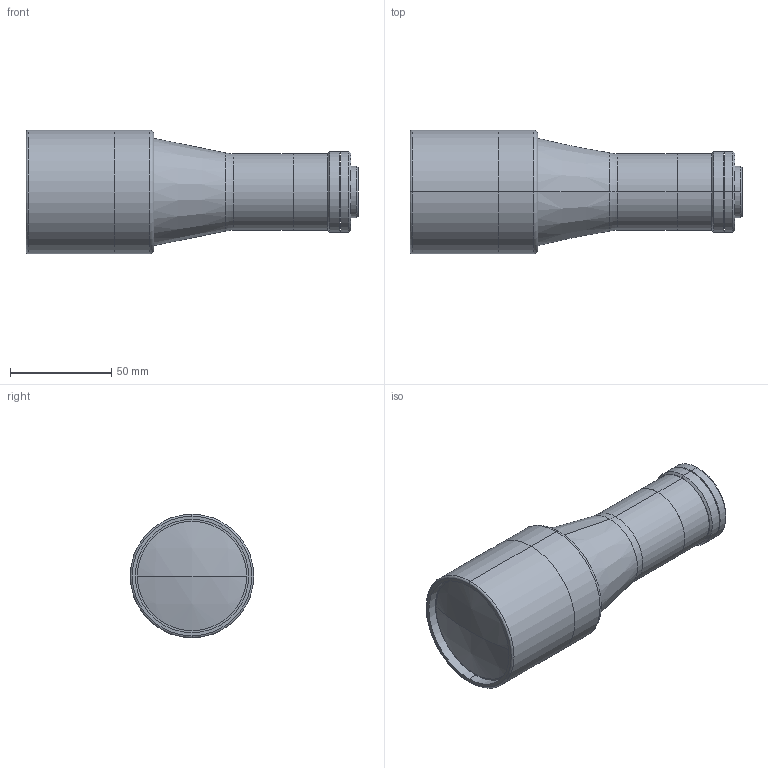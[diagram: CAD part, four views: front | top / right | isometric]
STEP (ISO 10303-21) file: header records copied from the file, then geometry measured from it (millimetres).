
FILE_DESCRIPTION (( 'STEP AP214' ), '1' );
FILE_NAME ('TC UV 2336.STEP', '2013-04-04T16:43:55', ( 'Work' ), ( '' ), 'SwSTEP 2.0', 'SolidWorks 2012', '' );
FILE_SCHEMA (( 'AUTOMOTIVE_DESIGN' ));
Length unit declared in the file: millimetre
Products named in the file (1): TC UV 2336
Bounding box: 163.94 x 61 x 61 mm (x, y, z)
Surface area: 38739.3 mm2 (no closed solid volume)
Topology: 0 solids, 8 shells, 55 faces, 148 edges, 107 vertices
Faces by surface type: cylinder 24, plane 13, cone 10, torus 6, sphere 2
Entity records: 2443 total; most frequent: DIRECTION 374, CARTESIAN_POINT 311, ORIENTED_EDGE 242, AXIS2_PLACEMENT_3D 170, EDGE_CURVE 148, CIRCLE 114, VERTEX_POINT 107, EDGE_LOOP 80
